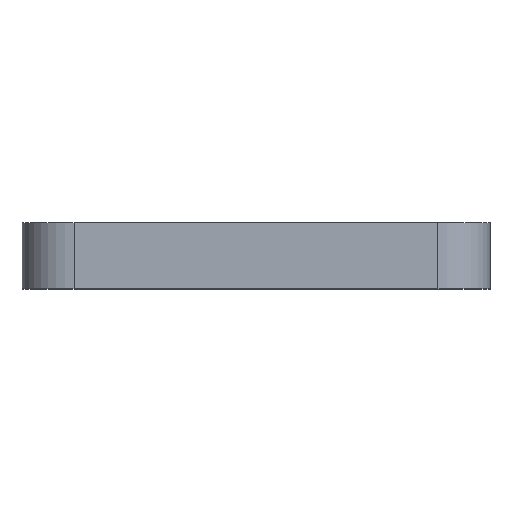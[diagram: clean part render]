
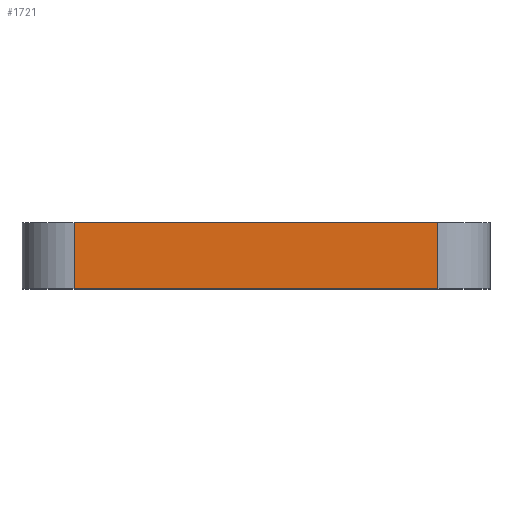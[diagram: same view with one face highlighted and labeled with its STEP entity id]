
A CAD part, top view. The second image highlights one B-rep face of the part: STEP entity #1721.
In plain terms, the highlighted planar face has unit normal (0, 0, 1).
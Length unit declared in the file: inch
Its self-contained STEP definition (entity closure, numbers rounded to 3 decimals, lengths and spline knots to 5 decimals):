
#85 = VECTOR ( 'NONE', #805, 39.37008 ) ;
#103 = LINE ( 'NONE', #118, #85 ) ;
#118 = CARTESIAN_POINT ( 'NONE',  ( 1.37795, -0.5, 1.77165 ) ) ;
#186 = CARTESIAN_POINT ( 'NONE',  ( -1.37795, -0.5, 1.77165 ) ) ;
#205 = CARTESIAN_POINT ( 'NONE',  ( -1.37795, 0., 1.77165 ) ) ;
#229 = CARTESIAN_POINT ( 'NONE',  ( -1.77165, -0.5, 1.77165 ) ) ;
#247 = EDGE_CURVE ( 'NONE', #1255, #1530, #884, .T. ) ;
#368 = ORIENTED_EDGE ( 'NONE', *, *, #936, .F. ) ;
#369 = CARTESIAN_POINT ( 'NONE',  ( -1.77165, 0., 1.77165 ) ) ;
#383 = VECTOR ( 'NONE', #406, 39.37008 ) ;
#386 = CARTESIAN_POINT ( 'NONE',  ( -1.77165, -0.5, 1.77165 ) ) ;
#406 = DIRECTION ( 'NONE',  ( 1., 0., 0. ) ) ;
#513 = DIRECTION ( 'NONE',  ( 1., 0., 0. ) ) ;
#514 = LINE ( 'NONE', #386, #850 ) ;
#519 = VERTEX_POINT ( 'NONE', #588 ) ;
#588 = CARTESIAN_POINT ( 'NONE',  ( 1.37795, -0.5, 1.77165 ) ) ;
#642 = PLANE ( 'NONE',  #857 ) ;
#715 = CARTESIAN_POINT ( 'NONE',  ( 1.37795, 0., 1.77165 ) ) ;
#718 = EDGE_CURVE ( 'NONE', #519, #1540, #103, .T. ) ;
#722 = CARTESIAN_POINT ( 'NONE',  ( -1.37795, -0.5, 1.77165 ) ) ;
#725 = EDGE_CURVE ( 'NONE', #1530, #519, #514, .T. ) ;
#755 = VECTOR ( 'NONE', #1052, 39.37008 ) ;
#805 = DIRECTION ( 'NONE',  ( 0., 1., 0. ) ) ;
#850 = VECTOR ( 'NONE', #1350, 39.37008 ) ;
#857 = AXIS2_PLACEMENT_3D ( 'NONE', #229, #1466, #513 ) ;
#884 = LINE ( 'NONE', #186, #755 ) ;
#936 = EDGE_CURVE ( 'NONE', #1255, #1540, #1534, .T. ) ;
#997 = ORIENTED_EDGE ( 'NONE', *, *, #725, .T. ) ;
#1052 = DIRECTION ( 'NONE',  ( 0., -1., 0. ) ) ;
#1075 = EDGE_LOOP ( 'NONE', ( #368, #1199, #997, #1713 ) ) ;
#1199 = ORIENTED_EDGE ( 'NONE', *, *, #247, .T. ) ;
#1255 = VERTEX_POINT ( 'NONE', #205 ) ;
#1350 = DIRECTION ( 'NONE',  ( 1., 0., 0. ) ) ;
#1466 = DIRECTION ( 'NONE',  ( 0., 0., 1. ) ) ;
#1530 = VERTEX_POINT ( 'NONE', #722 ) ;
#1534 = LINE ( 'NONE', #369, #383 ) ;
#1540 = VERTEX_POINT ( 'NONE', #715 ) ;
#1713 = ORIENTED_EDGE ( 'NONE', *, *, #718, .T. ) ;
#1721 = ADVANCED_FACE ( 'NONE', ( #1751 ), #642, .T. ) ;
#1751 = FACE_OUTER_BOUND ( 'NONE', #1075, .T. ) ;
